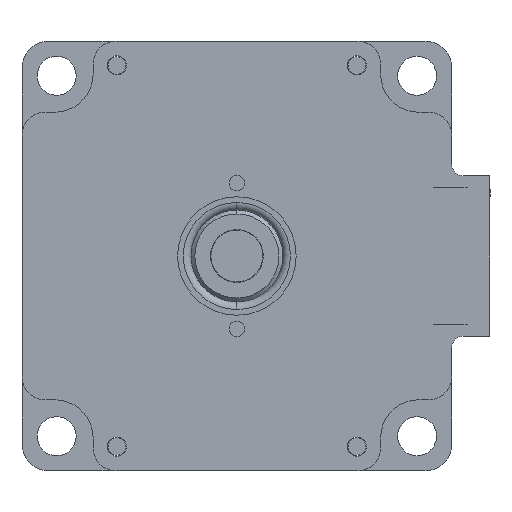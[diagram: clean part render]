
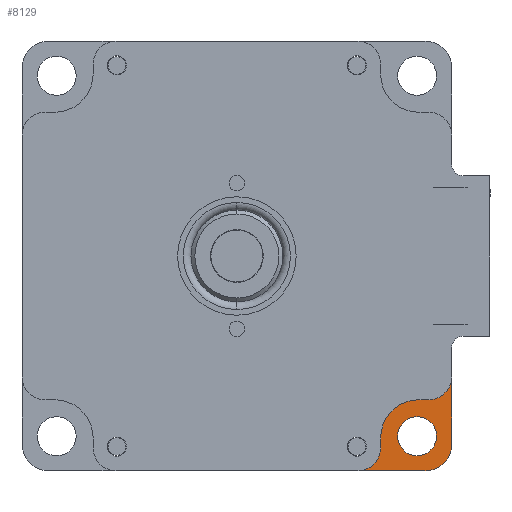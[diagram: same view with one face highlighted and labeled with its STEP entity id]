
A CAD part, front view. The second image highlights one B-rep face of the part: STEP entity #8129.
In plain terms, the highlighted planar face has unit normal (0, -1, 0).
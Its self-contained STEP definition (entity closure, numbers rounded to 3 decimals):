
#28 = DIRECTION ( 'NONE',  ( 0., 1., 0. ) ) ;
#477 = LINE ( 'NONE', #8362, #6854 ) ;
#643 = CARTESIAN_POINT ( 'NONE',  ( 10.807, -0.801, 8.75 ) ) ;
#764 = VERTEX_POINT ( 'NONE', #5768 ) ;
#968 = CARTESIAN_POINT ( 'NONE',  ( 7.307, -0.801, 5.25 ) ) ;
#1061 = CARTESIAN_POINT ( 'NONE',  ( 1.507, -0.801, 8.25 ) ) ;
#1347 = EDGE_LOOP ( 'NONE', ( #2114, #2771 ) ) ;
#1352 = EDGE_CURVE ( 'NONE', #2341, #3525, #2185, .T. ) ;
#1511 = CARTESIAN_POINT ( 'NONE',  ( 13.381, -0.801, 14.55 ) ) ;
#1688 = ORIENTED_EDGE ( 'NONE', *, *, #3049, .F. ) ;
#1777 = CARTESIAN_POINT ( 'NONE',  ( 7.307, -0.801, 8.75 ) ) ;
#1852 = EDGE_CURVE ( 'NONE', #2669, #5310, #5016, .T. ) ;
#1853 = ORIENTED_EDGE ( 'NONE', *, *, #4430, .T. ) ;
#1920 = CARTESIAN_POINT ( 'NONE',  ( 6.277, -0.801, 9.78 ) ) ;
#2060 = VERTEX_POINT ( 'NONE', #6794 ) ;
#2114 = ORIENTED_EDGE ( 'NONE', *, *, #1352, .F. ) ;
#2185 = CIRCLE ( 'NONE', #10500, 2.55 ) ;
#2341 = VERTEX_POINT ( 'NONE', #5683 ) ;
#2614 = CARTESIAN_POINT ( 'NONE',  ( 6.507, -0.801, 9.55 ) ) ;
#2623 = DIRECTION ( 'NONE',  ( 1., 0., 0. ) ) ;
#2669 = VERTEX_POINT ( 'NONE', #4470 ) ;
#2756 = DIRECTION ( 'NONE',  ( -1., 0., 0. ) ) ;
#2771 = ORIENTED_EDGE ( 'NONE', *, *, #9873, .F. ) ;
#2807 = AXIS2_PLACEMENT_3D ( 'NONE', #9408, #4553, #10220 ) ;
#2818 = VECTOR ( 'NONE', #4846, 1000. ) ;
#3049 = EDGE_CURVE ( 'NONE', #2060, #7692, #9091, .T. ) ;
#3069 = DIRECTION ( 'NONE',  ( -1., 0., 0. ) ) ;
#3073 = AXIS2_PLACEMENT_3D ( 'NONE', #6961, #9364, #4508 ) ;
#3205 = CIRCLE ( 'NONE', #2807, 3. ) ;
#3331 = EDGE_CURVE ( 'NONE', #8687, #9877, #477, .T. ) ;
#3400 = EDGE_LOOP ( 'NONE', ( #1688, #7166, #1853, #4797, #7432, #8719, #6949, #9946 ) ) ;
#3450 = DIRECTION ( 'NONE',  ( 1., 0., 0. ) ) ;
#3498 = DIRECTION ( 'NONE',  ( 0., 0., -1. ) ) ;
#3525 = VERTEX_POINT ( 'NONE', #6230 ) ;
#4193 = FACE_BOUND ( 'NONE', #1347, .T. ) ;
#4250 = LINE ( 'NONE', #968, #6204 ) ;
#4430 = EDGE_CURVE ( 'NONE', #9367, #2669, #3205, .T. ) ;
#4470 = CARTESIAN_POINT ( 'NONE',  ( 7.807, -0.801, 14.55 ) ) ;
#4508 = DIRECTION ( 'NONE',  ( 1., 0., 0. ) ) ;
#4553 = DIRECTION ( 'NONE',  ( 0., 1., 0. ) ) ;
#4797 = ORIENTED_EDGE ( 'NONE', *, *, #1852, .T. ) ;
#4804 = AXIS2_PLACEMENT_3D ( 'NONE', #2614, #8321, #3450 ) ;
#4810 = DIRECTION ( 'NONE',  ( 0., -1., 0. ) ) ;
#4846 = DIRECTION ( 'NONE',  ( -1., 0., 0. ) ) ;
#5016 = LINE ( 'NONE', #1511, #2818 ) ;
#5042 = CARTESIAN_POINT ( 'NONE',  ( -1.493, -0.801, 8.25 ) ) ;
#5268 = PLANE ( 'NONE',  #3073 ) ;
#5310 = VERTEX_POINT ( 'NONE', #10214 ) ;
#5418 = CIRCLE ( 'NONE', #4804, 5. ) ;
#5683 = CARTESIAN_POINT ( 'NONE',  ( 3.727, -0.801, 9.78 ) ) ;
#5768 = CARTESIAN_POINT ( 'NONE',  ( -1.493, -0.801, 5.25 ) ) ;
#5872 = DIRECTION ( 'NONE',  ( 1., 0., 0. ) ) ;
#6032 = EDGE_CURVE ( 'NONE', #9367, #2060, #9485, .T. ) ;
#6204 = VECTOR ( 'NONE', #9177, 1000. ) ;
#6230 = CARTESIAN_POINT ( 'NONE',  ( 8.827, -0.801, 9.78 ) ) ;
#6252 = AXIS2_PLACEMENT_3D ( 'NONE', #1920, #7654, #2756 ) ;
#6473 = CARTESIAN_POINT ( 'NONE',  ( 6.277, -0.801, 9.78 ) ) ;
#6794 = CARTESIAN_POINT ( 'NONE',  ( 10.807, -0.801, 8.75 ) ) ;
#6828 = EDGE_CURVE ( 'NONE', #7692, #764, #4250, .T. ) ;
#6854 = VECTOR ( 'NONE', #3498, 1000. ) ;
#6949 = ORIENTED_EDGE ( 'NONE', *, *, #9727, .T. ) ;
#6961 = CARTESIAN_POINT ( 'NONE',  ( 6.507, -0.801, 9.55 ) ) ;
#7120 = CARTESIAN_POINT ( 'NONE',  ( 1.507, -0.801, 9.55 ) ) ;
#7166 = ORIENTED_EDGE ( 'NONE', *, *, #6032, .F. ) ;
#7250 = DIRECTION ( 'NONE',  ( 0., 0., -1. ) ) ;
#7376 = EDGE_CURVE ( 'NONE', #5310, #8687, #5418, .T. ) ;
#7432 = ORIENTED_EDGE ( 'NONE', *, *, #7376, .T. ) ;
#7522 = DIRECTION ( 'NONE',  ( 0., 1., 0. ) ) ;
#7654 = DIRECTION ( 'NONE',  ( 0., -1., 0. ) ) ;
#7692 = VERTEX_POINT ( 'NONE', #9520 ) ;
#8129 = ADVANCED_FACE ( 'NONE', ( #4193, #8511 ), #5268, .F. ) ;
#8321 = DIRECTION ( 'NONE',  ( 0., -1., 0. ) ) ;
#8362 = CARTESIAN_POINT ( 'NONE',  ( 1.507, -0.801, 2.901 ) ) ;
#8511 = FACE_OUTER_BOUND ( 'NONE', #3400, .T. ) ;
#8687 = VERTEX_POINT ( 'NONE', #7120 ) ;
#8712 = VECTOR ( 'NONE', #7250, 1000. ) ;
#8719 = ORIENTED_EDGE ( 'NONE', *, *, #3331, .T. ) ;
#8965 = AXIS2_PLACEMENT_3D ( 'NONE', #1777, #7522, #2623 ) ;
#9091 = CIRCLE ( 'NONE', #8965, 3.5 ) ;
#9160 = CIRCLE ( 'NONE', #6252, 2.55 ) ;
#9177 = DIRECTION ( 'NONE',  ( -1., 0., 0. ) ) ;
#9316 = CARTESIAN_POINT ( 'NONE',  ( 10.807, -0.801, 17.55 ) ) ;
#9364 = DIRECTION ( 'NONE',  ( 0., 1., 0. ) ) ;
#9367 = VERTEX_POINT ( 'NONE', #9316 ) ;
#9408 = CARTESIAN_POINT ( 'NONE',  ( 7.807, -0.801, 17.55 ) ) ;
#9485 = LINE ( 'NONE', #643, #8712 ) ;
#9520 = CARTESIAN_POINT ( 'NONE',  ( 7.307, -0.801, 5.25 ) ) ;
#9727 = EDGE_CURVE ( 'NONE', #9877, #764, #10422, .T. ) ;
#9873 = EDGE_CURVE ( 'NONE', #3525, #2341, #9160, .T. ) ;
#9877 = VERTEX_POINT ( 'NONE', #1061 ) ;
#9946 = ORIENTED_EDGE ( 'NONE', *, *, #6828, .F. ) ;
#10213 = AXIS2_PLACEMENT_3D ( 'NONE', #5042, #28, #5872 ) ;
#10214 = CARTESIAN_POINT ( 'NONE',  ( 6.507, -0.801, 14.55 ) ) ;
#10220 = DIRECTION ( 'NONE',  ( 1., 0., 0. ) ) ;
#10422 = CIRCLE ( 'NONE', #10213, 3. ) ;
#10500 = AXIS2_PLACEMENT_3D ( 'NONE', #6473, #4810, #3069 ) ;
